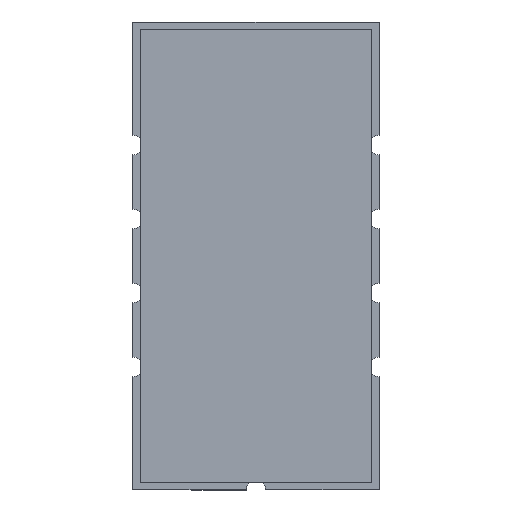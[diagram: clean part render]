
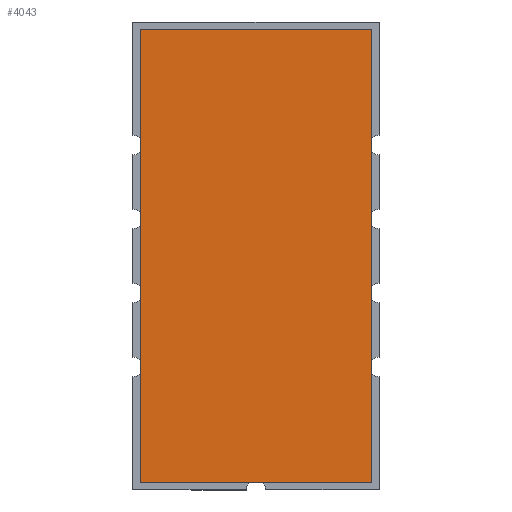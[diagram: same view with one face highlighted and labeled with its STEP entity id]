
A CAD part, top view. The second image highlights one B-rep face of the part: STEP entity #4043.
In plain terms, the highlighted face is planar.
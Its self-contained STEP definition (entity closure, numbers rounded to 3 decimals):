
#4043 = ADVANCED_FACE('',(#4044),#4078,.F.);
#4044 = FACE_BOUND('',#4045,.T.);
#4045 = EDGE_LOOP('',(#4046,#4056,#4064,#4072));
#4046 = ORIENTED_EDGE('',*,*,#4047,.F.);
#4047 = EDGE_CURVE('',#4048,#4050,#4052,.T.);
#4048 = VERTEX_POINT('',#4049);
#4049 = CARTESIAN_POINT('',(-62.403,32.179,
    -4.929));
#4050 = VERTEX_POINT('',#4051);
#4051 = CARTESIAN_POINT('',(-62.403,41.379,
    -4.929));
#4052 = LINE('',#4053,#4054);
#4053 = CARTESIAN_POINT('',(-62.403,26.183,
    -4.929));
#4054 = VECTOR('',#4055,1.);
#4055 = DIRECTION('',(-0.,1.,0.));
#4056 = ORIENTED_EDGE('',*,*,#4057,.F.);
#4057 = EDGE_CURVE('',#4058,#4048,#4060,.T.);
#4058 = VERTEX_POINT('',#4059);
#4059 = CARTESIAN_POINT('',(-67.103,32.179,
    -4.929));
#4060 = LINE('',#4061,#4062);
#4061 = CARTESIAN_POINT('',(-73.834,32.179,
    -4.929));
#4062 = VECTOR('',#4063,1.);
#4063 = DIRECTION('',(1.,0.,0.));
#4064 = ORIENTED_EDGE('',*,*,#4065,.F.);
#4065 = EDGE_CURVE('',#4066,#4058,#4068,.T.);
#4066 = VERTEX_POINT('',#4067);
#4067 = CARTESIAN_POINT('',(-67.103,41.379,
    -4.929));
#4068 = LINE('',#4069,#4070);
#4069 = CARTESIAN_POINT('',(-67.103,26.183,
    -4.929));
#4070 = VECTOR('',#4071,1.);
#4071 = DIRECTION('',(0.,-1.,0.));
#4072 = ORIENTED_EDGE('',*,*,#4073,.F.);
#4073 = EDGE_CURVE('',#4050,#4066,#4074,.T.);
#4074 = LINE('',#4075,#4076);
#4075 = CARTESIAN_POINT('',(-73.834,41.379,
    -4.929));
#4076 = VECTOR('',#4077,1.);
#4077 = DIRECTION('',(-1.,0.,0.));
#4078 = PLANE('',#4079);
#4079 = AXIS2_PLACEMENT_3D('',#4080,#4081,#4082);
#4080 = CARTESIAN_POINT('',(-73.834,26.183,
    -4.929));
#4081 = DIRECTION('',(0.,0.,1.));
#4082 = DIRECTION('',(-1.,0.,0.));
